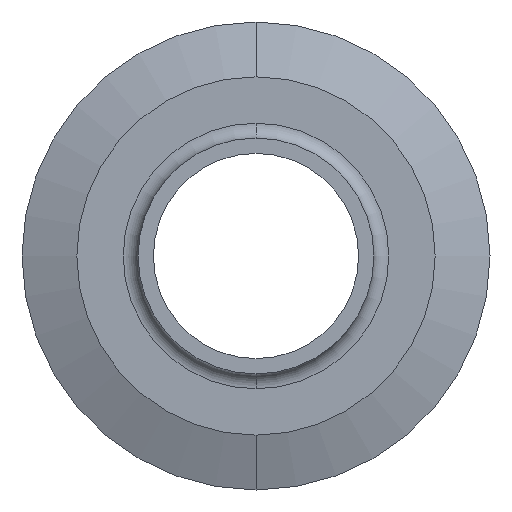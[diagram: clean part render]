
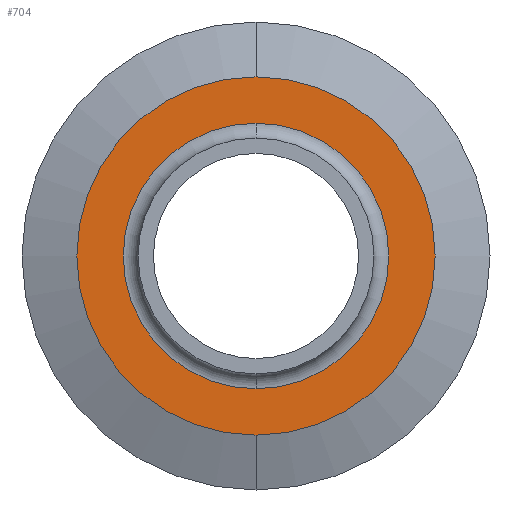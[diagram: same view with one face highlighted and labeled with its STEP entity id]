
A CAD part, front view. The second image highlights one B-rep face of the part: STEP entity #704.
In plain terms, the highlighted planar face has unit normal (0, -1, 0).
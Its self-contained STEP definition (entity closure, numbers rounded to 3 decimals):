
#12 = VERTEX_POINT ( 'NONE', #707 ) ;
#14 = DIRECTION ( 'NONE',  ( 0., 0., 1. ) ) ;
#31 = ORIENTED_EDGE ( 'NONE', *, *, #397, .T. ) ;
#35 = FACE_OUTER_BOUND ( 'NONE', #483, .T. ) ;
#59 = EDGE_CURVE ( 'NONE', #218, #12, #119, .T. ) ;
#67 = CARTESIAN_POINT ( 'NONE',  ( 0., 0., 0. ) ) ;
#69 = DIRECTION ( 'NONE',  ( 0., 1., 0. ) ) ;
#70 = CARTESIAN_POINT ( 'NONE',  ( 0., 0., -19.293 ) ) ;
#112 = PLANE ( 'NONE',  #476 ) ;
#116 = AXIS2_PLACEMENT_3D ( 'NONE', #346, #249, #303 ) ;
#119 = CIRCLE ( 'NONE', #204, 19.293 ) ;
#146 = EDGE_CURVE ( 'NONE', #246, #474, #678, .T. ) ;
#147 = CARTESIAN_POINT ( 'NONE',  ( 0., 0., 0. ) ) ;
#149 = FACE_BOUND ( 'NONE', #636, .T. ) ;
#156 = DIRECTION ( 'NONE',  ( 0., 1., 0. ) ) ;
#193 = DIRECTION ( 'NONE',  ( 0., 1., 0. ) ) ;
#204 = AXIS2_PLACEMENT_3D ( 'NONE', #280, #156, #222 ) ;
#218 = VERTEX_POINT ( 'NONE', #70 ) ;
#222 = DIRECTION ( 'NONE',  ( 0., 0., 1. ) ) ;
#246 = VERTEX_POINT ( 'NONE', #680 ) ;
#249 = DIRECTION ( 'NONE',  ( 0., 1., 0. ) ) ;
#268 = CARTESIAN_POINT ( 'NONE',  ( 0., 0., -14.3 ) ) ;
#280 = CARTESIAN_POINT ( 'NONE',  ( 0., 0., 0. ) ) ;
#303 = DIRECTION ( 'NONE',  ( 0., 0., 1. ) ) ;
#346 = CARTESIAN_POINT ( 'NONE',  ( 0., 0., 0. ) ) ;
#369 = DIRECTION ( 'NONE',  ( 0., 0., 1. ) ) ;
#381 = AXIS2_PLACEMENT_3D ( 'NONE', #147, #710, #369 ) ;
#397 = EDGE_CURVE ( 'NONE', #474, #246, #699, .T. ) ;
#443 = ORIENTED_EDGE ( 'NONE', *, *, #146, .T. ) ;
#474 = VERTEX_POINT ( 'NONE', #268 ) ;
#476 = AXIS2_PLACEMENT_3D ( 'NONE', #503, #69, #14 ) ;
#483 = EDGE_LOOP ( 'NONE', ( #520, #594 ) ) ;
#503 = CARTESIAN_POINT ( 'NONE',  ( 12.25, 0., 0. ) ) ;
#520 = ORIENTED_EDGE ( 'NONE', *, *, #723, .F. ) ;
#594 = ORIENTED_EDGE ( 'NONE', *, *, #59, .F. ) ;
#632 = DIRECTION ( 'NONE',  ( 0., 0., 1. ) ) ;
#636 = EDGE_LOOP ( 'NONE', ( #443, #31 ) ) ;
#666 = CIRCLE ( 'NONE', #116, 19.293 ) ;
#678 = CIRCLE ( 'NONE', #733, 14.3 ) ;
#680 = CARTESIAN_POINT ( 'NONE',  ( 0., 0., 14.3 ) ) ;
#699 = CIRCLE ( 'NONE', #381, 14.3 ) ;
#704 = ADVANCED_FACE ( 'NONE', ( #149, #35 ), #112, .F. ) ;
#707 = CARTESIAN_POINT ( 'NONE',  ( 0., 0., 19.293 ) ) ;
#710 = DIRECTION ( 'NONE',  ( 0., 1., 0. ) ) ;
#723 = EDGE_CURVE ( 'NONE', #12, #218, #666, .T. ) ;
#733 = AXIS2_PLACEMENT_3D ( 'NONE', #67, #193, #632 ) ;
